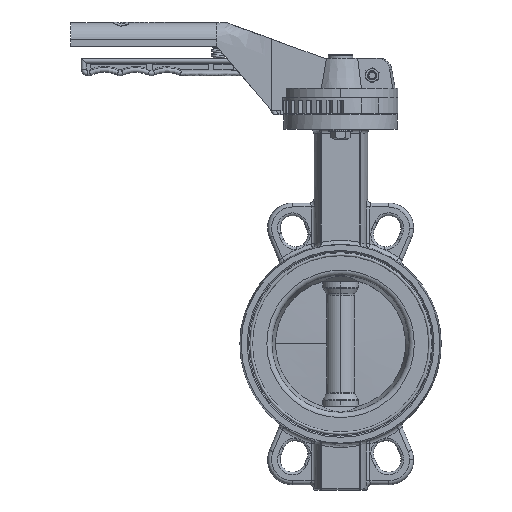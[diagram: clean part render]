
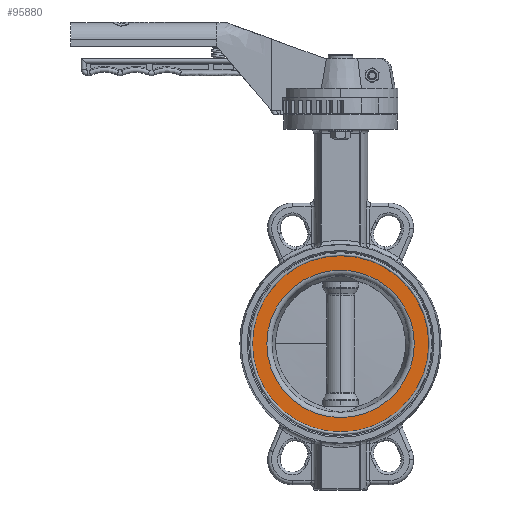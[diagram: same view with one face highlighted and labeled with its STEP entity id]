
A CAD part, front view. The second image highlights one B-rep face of the part: STEP entity #95880.
In plain terms, the highlighted planar face has unit normal (0, -1, 0).
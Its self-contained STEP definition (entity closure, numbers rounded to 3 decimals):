
#95013=CARTESIAN_POINT('',(56.035,-26.25,0.));
#95014=VERTEX_POINT('',#95013);
#95022=CARTESIAN_POINT('',(0.,-26.25,0.));
#95023=DIRECTION('',(0.,-1.,0.));
#95024=DIRECTION('',(1.,0.,0.));
#95025=AXIS2_PLACEMENT_3D('',#95022,#95023,#95024);
#95026=CIRCLE('',#95025,56.035);
#95027=EDGE_CURVE('',#95014,#95014,#95026,.T.);
#95045=CARTESIAN_POINT('',(67.,-26.25,0.));
#95046=VERTEX_POINT('',#95045);
#95064=CARTESIAN_POINT('',(0.,-26.25,0.));
#95065=DIRECTION('',(0.,-1.,0.));
#95066=DIRECTION('',(1.,0.,0.));
#95067=AXIS2_PLACEMENT_3D('',#95064,#95065,#95066);
#95068=CIRCLE('',#95067,67.);
#95069=EDGE_CURVE('',#95046,#95046,#95068,.T.);
#95869=CARTESIAN_POINT('',(-0.,-26.25,60.034));
#95870=DIRECTION('',(-0.,1.,-0.));
#95871=DIRECTION('',(-1.,-0.,-0.));
#95872=AXIS2_PLACEMENT_3D('',#95869,#95870,#95871);
#95873=PLANE('',#95872);
#95874=ORIENTED_EDGE('',*,*,#95069,.T.);
#95875=EDGE_LOOP('',(#95874));
#95876=FACE_BOUND('',#95875,.T.);
#95877=ORIENTED_EDGE('',*,*,#95027,.F.);
#95878=EDGE_LOOP('',(#95877));
#95879=FACE_BOUND('',#95878,.T.);
#95880=ADVANCED_FACE('',(#95876,#95879),#95873,.F.);
